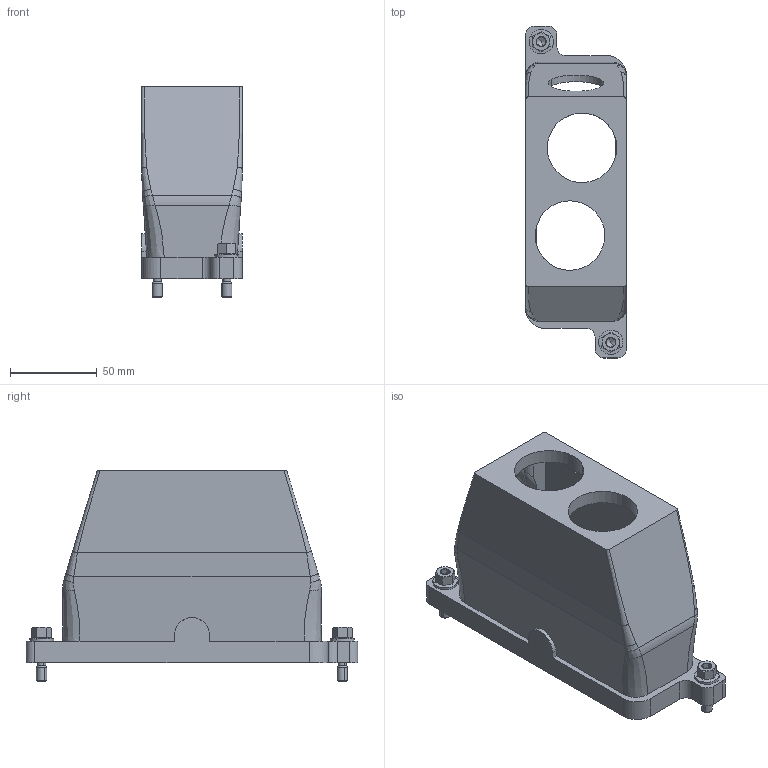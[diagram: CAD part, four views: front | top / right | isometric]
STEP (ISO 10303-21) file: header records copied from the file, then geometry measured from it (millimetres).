
FILE_DESCRIPTION(('CATIA V5 STEP Exchange','CAx-IF Rec.Pracs.--- Model Styling and Organization---1.4--- 2014-01-23'),'2;1');
FILE_NAME ('090128-3_1', '2019-07-25T14:00:17+00:00', ('none'), ('Weidmueller'), 'CATIA Version 5-6 Release 2016 SP3 HF44', 'CATIA V5 STEP AP214', 'none');
FILE_SCHEMA(('AUTOMOTIVE_DESIGN { 1 0 10303 214 1 1 1 1 }'));
Length unit declared in the file: millimetre
Products named in the file (1): 1289130000
Bounding box: 58 x 191 x 121 mm (x, y, z)
Volume: 246322 mm3; surface area: 102632.7 mm2
Topology: 3 solids, 3 shells, 369 faces, 904 edges, 546 vertices
Faces by surface type: cone 124, plane 105, cylinder 92, bspline 20, sphere 20, torus 8
Entity records: 13528 total; most frequent: CARTESIAN_POINT 5804, ORIENTED_EDGE 1784, DIRECTION 1171, EDGE_CURVE 892, VERTEX_POINT 546, AXIS2_PLACEMENT_3D 523, EDGE_LOOP 396, VECTOR 380
